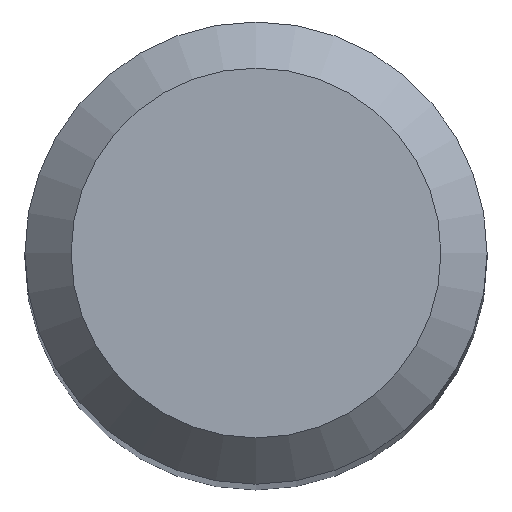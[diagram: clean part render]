
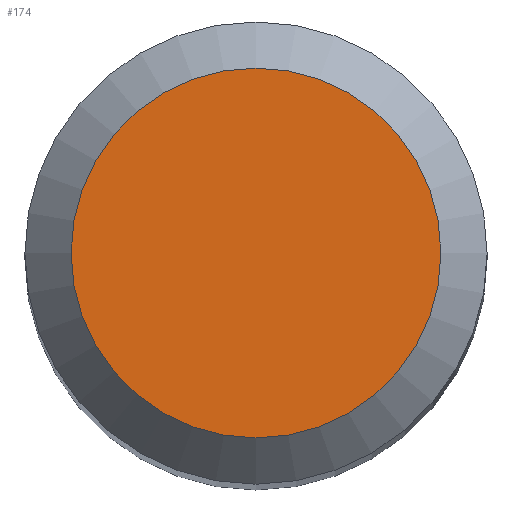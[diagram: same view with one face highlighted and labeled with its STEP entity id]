
A CAD part, top view. The second image highlights one B-rep face of the part: STEP entity #174.
In plain terms, the highlighted planar face has unit normal (0, 0, 1).
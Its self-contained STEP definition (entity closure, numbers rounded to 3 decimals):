
#75 = DIRECTION ( 'NONE',  ( 0., 1., 0. ) ) ;
#91 = EDGE_LOOP ( 'NONE', ( #215 ) ) ;
#118 = EDGE_CURVE ( 'NONE', #225, #225, #178, .T. ) ;
#121 = FACE_OUTER_BOUND ( 'NONE', #91, .T. ) ;
#144 = CARTESIAN_POINT ( 'NONE',  ( 0., 0., 38. ) ) ;
#162 = DIRECTION ( 'NONE',  ( 0., 1., 0. ) ) ;
#164 = PLANE ( 'NONE',  #224 ) ;
#174 = ADVANCED_FACE ( 'NONE', ( #121 ), #164, .F. ) ;
#178 = CIRCLE ( 'NONE', #266, 1.2 ) ;
#188 = CARTESIAN_POINT ( 'NONE',  ( 0., 0., 38. ) ) ;
#215 = ORIENTED_EDGE ( 'NONE', *, *, #118, .F. ) ;
#224 = AXIS2_PLACEMENT_3D ( 'NONE', #144, #236, #162 ) ;
#225 = VERTEX_POINT ( 'NONE', #248 ) ;
#236 = DIRECTION ( 'NONE',  ( 0., 0., -1. ) ) ;
#248 = CARTESIAN_POINT ( 'NONE',  ( 0., 1.2, 38. ) ) ;
#266 = AXIS2_PLACEMENT_3D ( 'NONE', #188, #287, #75 ) ;
#287 = DIRECTION ( 'NONE',  ( 0., 0., -1. ) ) ;
